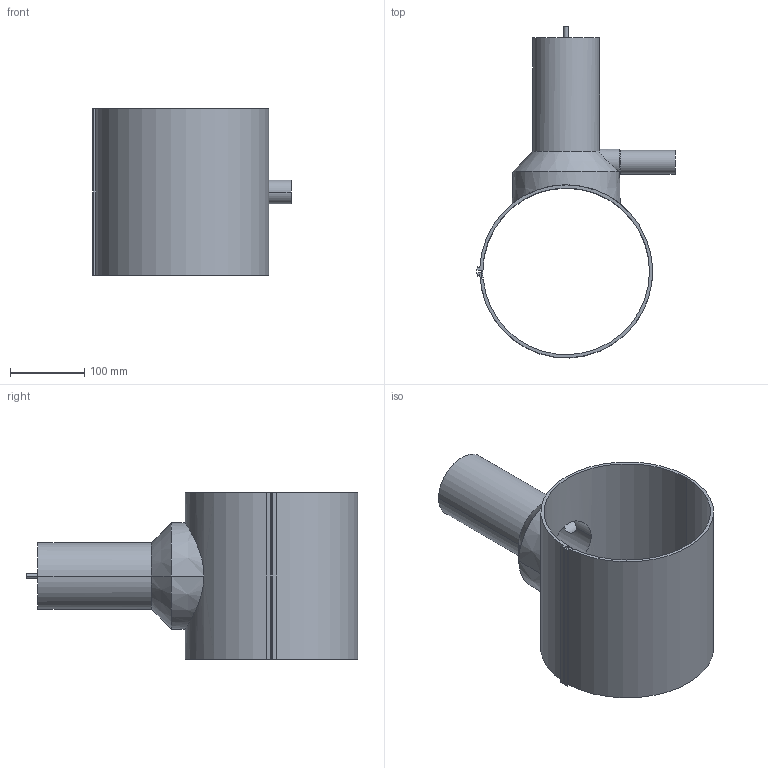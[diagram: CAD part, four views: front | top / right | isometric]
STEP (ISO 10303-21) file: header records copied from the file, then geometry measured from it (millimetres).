
FILE_DESCRIPTION( ( '' ), '1' );
FILE_NAME( 'AGRU_70079224011_PE_100-RC_schwarz_Druckanbohrventil_225_40_SDR11_ISO_S-5_05.stp', '2017-12-12T10:40:37', ( '' ), ( '' ), ' ', ' ', ' ' );
FILE_SCHEMA( ( 'automotive_design' ) );
Length unit declared in the file: millimetre
Products named in the file (1): 1
Bounding box: 267.49 x 448.17 x 225 mm (x, y, z)
Volume: 1498472.5 mm3; surface area: 463212 mm2
Topology: 1 solids, 1 shells, 41 faces, 103 edges, 66 vertices
Faces by surface type: cylinder 23, plane 12, cone 6
Entity records: 2845 total; most frequent: CARTESIAN_POINT 650, DIRECTION 214, STYLED_ITEM 211, PRESENTATION_STYLE_ASSIGNMENT 211, COLOUR_RGB 211, ORIENTED_EDGE 206, EDGE_CURVE 103, CURVE_STYLE 103
